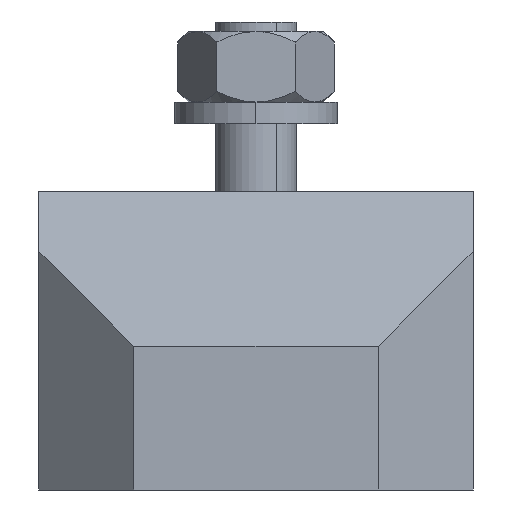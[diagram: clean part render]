
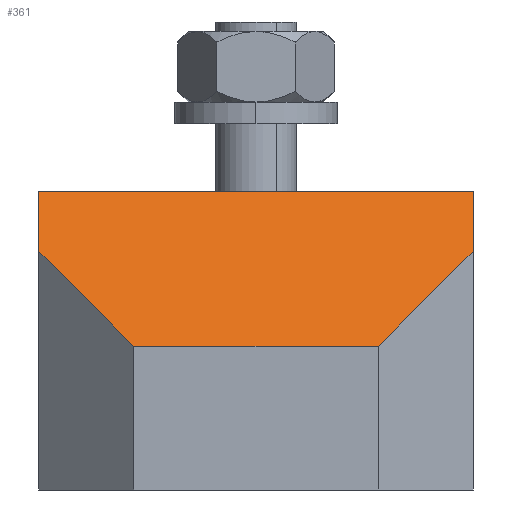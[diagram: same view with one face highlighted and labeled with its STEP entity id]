
A CAD part, front view. The second image highlights one B-rep face of the part: STEP entity #361.
In plain terms, the highlighted planar face has unit normal (0, -0.707, 0.707).
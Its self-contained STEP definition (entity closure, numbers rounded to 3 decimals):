
#361=ADVANCED_FACE('',(#868),#869,.T.);
#868=FACE_OUTER_BOUND('',#1520,.T.);
#869=PLANE('',#1521);
#1520=EDGE_LOOP('',(#2643,#2644,#2645,#2646,#2647,#2648));
#1521=AXIS2_PLACEMENT_3D('',#2649,#2650,#2651);
#2643=ORIENTED_EDGE('',*,*,#4198,.F.);
#2644=ORIENTED_EDGE('',*,*,#4199,.F.);
#2645=ORIENTED_EDGE('',*,*,#4200,.F.);
#2646=ORIENTED_EDGE('',*,*,#4147,.F.);
#2647=ORIENTED_EDGE('',*,*,#4137,.F.);
#2648=ORIENTED_EDGE('',*,*,#4196,.F.);
#2649=CARTESIAN_POINT('',(0.,-59.3,16.3));
#2650=DIRECTION('',(0.0,-0.707,0.707));
#2651=DIRECTION('',(0.0,-0.707,-0.707));
#4137=EDGE_CURVE('',#5062,#5064,#5065,.T.);
#4147=EDGE_CURVE('',#5064,#5080,#5081,.T.);
#4196=EDGE_CURVE('',#5151,#5062,#5153,.T.);
#4198=EDGE_CURVE('',#5155,#5151,#5156,.T.);
#4199=EDGE_CURVE('',#5157,#5155,#5158,.T.);
#4200=EDGE_CURVE('',#5080,#5157,#5159,.T.);
#5062=VERTEX_POINT('',#6371);
#5064=VERTEX_POINT('',#6374);
#5065=LINE('',#6375,#6376);
#5080=VERTEX_POINT('',#6395);
#5081=LINE('',#6396,#6397);
#5151=VERTEX_POINT('',#6493);
#5153=LINE('',#6496,#6497);
#5155=VERTEX_POINT('',#6499);
#5156=LINE('',#6500,#6501);
#5157=VERTEX_POINT('',#6502);
#5158=LINE('',#6503,#6504);
#5159=LINE('',#6505,#6506);
#6371=CARTESIAN_POINT('',(-16.0,-53.6,22.0));
#6374=CARTESIAN_POINT('',(16.0,-53.6,22.0));
#6375=CARTESIAN_POINT('',(-16.0,-53.6,22.0));
#6376=VECTOR('',#7656,32.0);
#6395=CARTESIAN_POINT('',(16.0,-58.0,17.6));
#6396=CARTESIAN_POINT('',(16.0,-53.6,22.0));
#6397=VECTOR('',#7673,6.223);
#6493=CARTESIAN_POINT('',(-16.0,-58.0,17.6));
#6496=CARTESIAN_POINT('',(-16.0,-58.0,17.6));
#6497=VECTOR('',#7728,6.223);
#6499=CARTESIAN_POINT('',(-9.,-65.0,10.6));
#6500=CARTESIAN_POINT('',(-9.,-65.0,10.6));
#6501=VECTOR('',#7729,12.124);
#6502=CARTESIAN_POINT('',(9.0,-65.0,10.6));
#6503=CARTESIAN_POINT('',(9.0,-65.0,10.6));
#6504=VECTOR('',#7730,18.0);
#6505=CARTESIAN_POINT('',(16.0,-58.0,17.6));
#6506=VECTOR('',#7731,12.124);
#7656=DIRECTION('',(1.0,0.0,0.0));
#7673=DIRECTION('',(0.0,-0.707,-0.707));
#7728=DIRECTION('',(0.0,0.707,0.707));
#7729=DIRECTION('',(-0.577,0.577,0.577));
#7730=DIRECTION('',(-1.0,0.0,0.0));
#7731=DIRECTION('',(-0.577,-0.577,-0.577));
